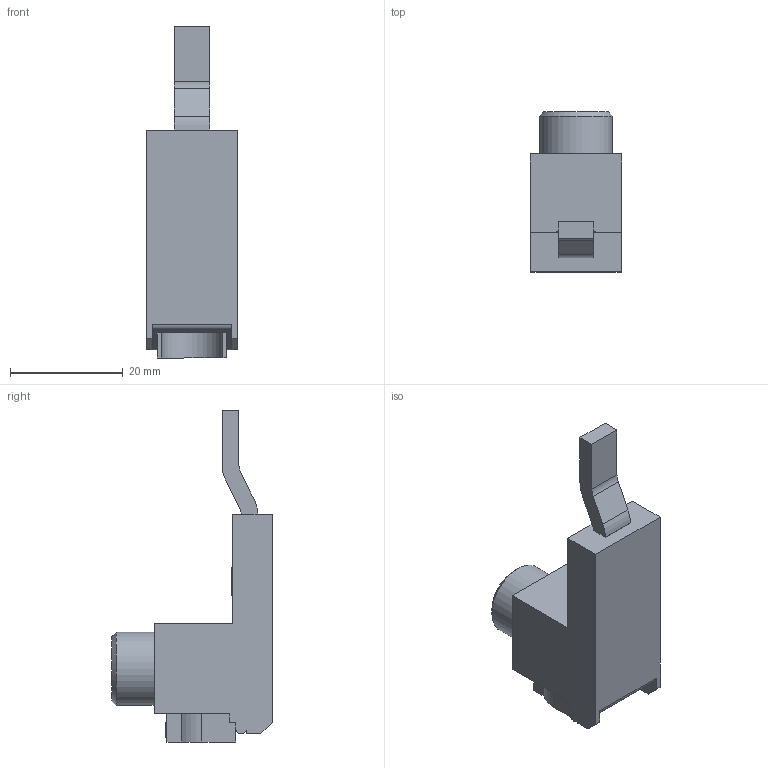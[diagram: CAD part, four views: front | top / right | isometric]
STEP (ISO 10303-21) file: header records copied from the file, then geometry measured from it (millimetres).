
FILE_DESCRIPTION(/* description */ ('1100 Series MCB Accessories,Terminal Power Feed, To be used with Bus bars for UL1077 2, 3 Pole SPs'),/* implementation_level */ '2;1');
FILE_NAME(/* name */ '1100-B2STF23.stp',/* time_stamp */ '2021-02-09T16:04:48+06:00',/* author */ ('Suhas'),/* organization */ (''),/* preprocessor_version */ 'ST-DEVELOPER v18.1',/* originating_system */ 'Autodesk Inventor 2021',/* authorisation */ '');
FILE_SCHEMA (('AUTOMOTIVE_DESIGN { 1 0 10303 214 3 1 1 }'));
Length unit declared in the file: millimetre
Products named in the file (1): 11C90025X01
Bounding box: 16.2 x 28.5 x 59.01 mm (x, y, z)
Volume: 7671.9 mm3; surface area: 4668.5 mm2
Topology: 1 solids, 6 shells, 236 faces, 623 edges, 410 vertices
Faces by surface type: plane 150, bspline 40, cylinder 30, cone 16
Full cylindrical faces by diameter (mm): 7 x1, 11 x1, 13 x1
Entity records: 7779 total; most frequent: CARTESIAN_POINT 1957, ORIENTED_EDGE 1244, DIRECTION 1000, EDGE_CURVE 622, LINE 410, VECTOR 410, VERTEX_POINT 410, AXIS2_PLACEMENT_3D 295
